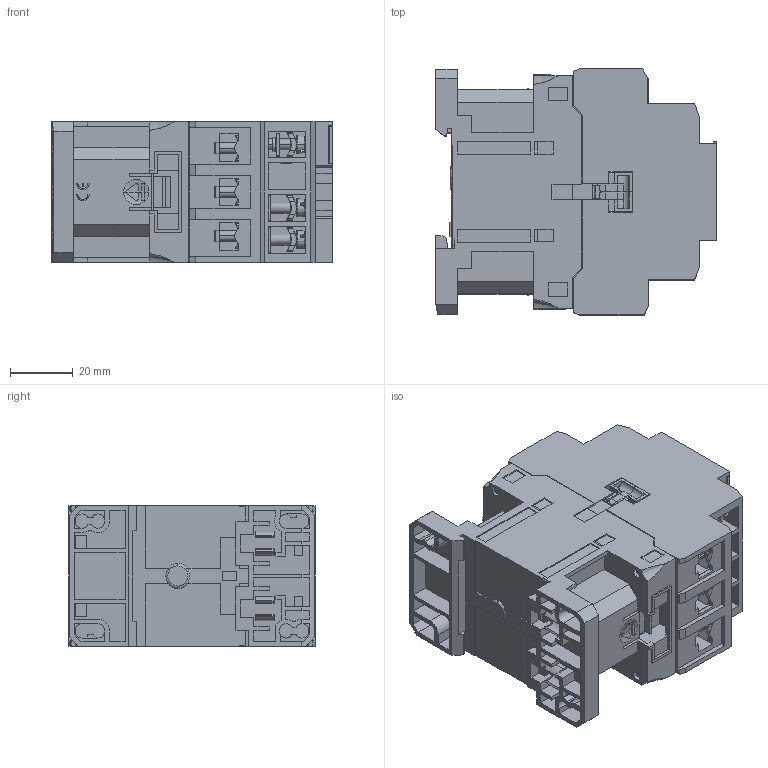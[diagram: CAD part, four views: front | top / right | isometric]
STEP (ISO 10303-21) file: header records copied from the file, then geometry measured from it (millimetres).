
FILE_DESCRIPTION (( 'STEP AP203' ), '1' );
FILE_NAME ('CWB12-11-30V24.step', '2020-08-11T10:31:54', ( '' ), ( '' ), 'SwSTEP 2.0', 'SolidWorks 2019', '' );
FILE_SCHEMA (( 'CONFIG_CONTROL_DESIGN' ));
Products named in the file (1): CWB12-11-30V24
Bounding box: 89.5 x 78.4 x 44.8 mm (x, y, z)
Volume: 223596.8 mm3; surface area: 70624.5 mm2
Topology: 46 solids, 46 shells, 2458 faces, 6795 edges, 4483 vertices
Faces by surface type: plane 1770, cylinder 477, cone 126, bspline 75, sphere 10
Entity records: 81579 total; most frequent: CARTESIAN_POINT 20848, ORIENTED_EDGE 13534, DIRECTION 11259, EDGE_CURVE 6767, VECTOR 4827, LINE 4827, VERTEX_POINT 4483, AXIS2_PLACEMENT_3D 3216
